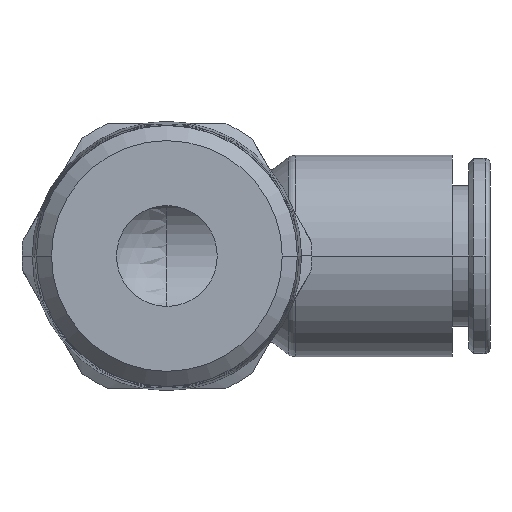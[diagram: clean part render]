
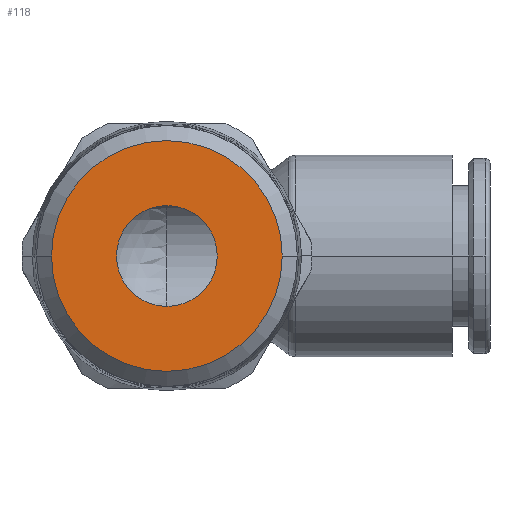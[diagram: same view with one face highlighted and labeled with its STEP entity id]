
A CAD part, front view. The second image highlights one B-rep face of the part: STEP entity #118.
In plain terms, the highlighted planar face has unit normal (0, -1, 0).
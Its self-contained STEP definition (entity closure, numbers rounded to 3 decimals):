
#118=ADVANCED_FACE('',(#318,#319),#320,.T.);
#318=FACE_BOUND('',#572,.T.);
#319=FACE_OUTER_BOUND('',#573,.T.);
#320=PLANE('',#574);
#572=EDGE_LOOP('',(#1255,#1256));
#573=EDGE_LOOP('',(#1257,#1258));
#574=AXIS2_PLACEMENT_3D('',#1259,#1260,#1261);
#1255=ORIENTED_EDGE('',*,*,#1756,.T.);
#1256=ORIENTED_EDGE('',*,*,#1847,.T.);
#1257=ORIENTED_EDGE('',*,*,#1743,.F.);
#1258=ORIENTED_EDGE('',*,*,#1861,.F.);
#1259=CARTESIAN_POINT('',(4.58,-11.8,0.0));
#1260=DIRECTION('',(-0.0,-1.0,-0.0));
#1261=DIRECTION('',(-1.0,0.0,0.0));
#1743=EDGE_CURVE('',#2136,#2139,#2140,.T.);
#1756=EDGE_CURVE('',#2158,#2162,#2164,.T.);
#1847=EDGE_CURVE('',#2162,#2158,#2308,.T.);
#1861=EDGE_CURVE('',#2139,#2136,#2328,.T.);
#2136=VERTEX_POINT('',#2817);
#2139=VERTEX_POINT('',#2821);
#2140=CIRCLE('',#2822,9.159);
#2158=VERTEX_POINT('',#2845);
#2162=VERTEX_POINT('',#2850);
#2164=CIRCLE('',#2853,4.0);
#2308=CIRCLE('',#3340,4.0);
#2328=CIRCLE('',#3360,9.159);
#2817=CARTESIAN_POINT('',(9.159,-11.8,0.0));
#2821=CARTESIAN_POINT('',(-9.159,-11.8,0.));
#2822=AXIS2_PLACEMENT_3D('',#4022,#4023,#4024);
#2845=CARTESIAN_POINT('',(4.0,-11.8,0.0));
#2850=CARTESIAN_POINT('',(-4.0,-11.8,0.));
#2853=AXIS2_PLACEMENT_3D('',#4047,#4048,#4049);
#3340=AXIS2_PLACEMENT_3D('',#4194,#4195,#4196);
#3360=AXIS2_PLACEMENT_3D('',#4236,#4237,#4238);
#4022=CARTESIAN_POINT('',(0.0,-11.8,0.0));
#4023=DIRECTION('',(-0.0,1.0,0.0));
#4024=DIRECTION('',(1.0,0.0,0.0));
#4047=CARTESIAN_POINT('',(0.0,-11.8,0.0));
#4048=DIRECTION('',(-0.0,1.0,0.0));
#4049=DIRECTION('',(1.0,0.0,0.0));
#4194=CARTESIAN_POINT('',(0.0,-11.8,0.0));
#4195=DIRECTION('',(-0.0,1.0,0.0));
#4196=DIRECTION('',(1.0,0.0,0.0));
#4236=CARTESIAN_POINT('',(0.0,-11.8,0.0));
#4237=DIRECTION('',(-0.0,1.0,0.0));
#4238=DIRECTION('',(1.0,0.0,0.0));
